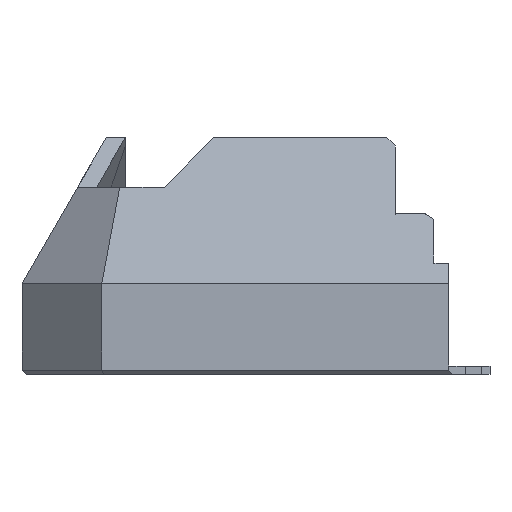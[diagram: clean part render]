
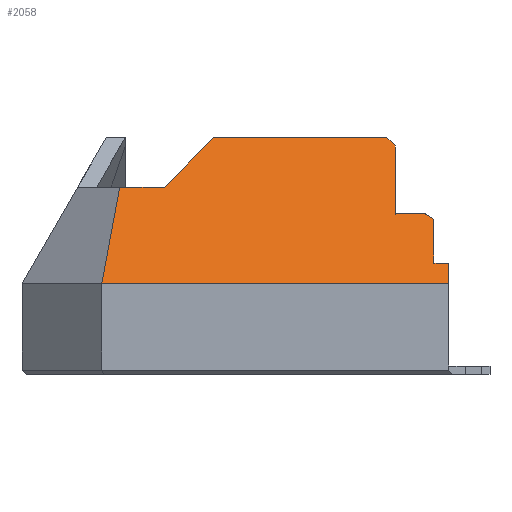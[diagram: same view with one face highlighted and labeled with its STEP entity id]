
A CAD part, left-side view. The second image highlights one B-rep face of the part: STEP entity #2058.
In plain terms, the highlighted planar face has unit normal (-0.707, 0, 0.707).
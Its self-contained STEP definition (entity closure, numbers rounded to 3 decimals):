
#50=PLANE('',#2212);
#157=FACE_OUTER_BOUND('',#272,.T.);
#272=EDGE_LOOP('',(#1694,#1695,#1696,#1697,#1698,#1699,#1700,#1701,#1702,
#1703,#1704,#1705));
#492=LINE('',#3178,#767);
#496=LINE('',#3185,#771);
#508=LINE('',#3210,#783);
#510=LINE('',#3214,#785);
#511=LINE('',#3216,#786);
#512=LINE('',#3218,#787);
#513=LINE('',#3220,#788);
#514=LINE('',#3222,#789);
#515=LINE('',#3224,#790);
#516=LINE('',#3226,#791);
#517=LINE('',#3228,#792);
#518=LINE('',#3229,#793);
#767=VECTOR('',#2554,10.);
#771=VECTOR('',#2560,10.);
#783=VECTOR('',#2576,10.);
#785=VECTOR('',#2580,10.);
#786=VECTOR('',#2581,10.);
#787=VECTOR('',#2582,10.);
#788=VECTOR('',#2583,10.);
#789=VECTOR('',#2584,10.);
#790=VECTOR('',#2585,10.);
#791=VECTOR('',#2586,10.);
#792=VECTOR('',#2587,10.);
#793=VECTOR('',#2588,10.);
#1058=VERTEX_POINT('',#3175);
#1059=VERTEX_POINT('',#3177);
#1061=VERTEX_POINT('',#3183);
#1072=VERTEX_POINT('',#3209);
#1073=VERTEX_POINT('',#3213);
#1074=VERTEX_POINT('',#3215);
#1075=VERTEX_POINT('',#3217);
#1076=VERTEX_POINT('',#3219);
#1077=VERTEX_POINT('',#3221);
#1078=VERTEX_POINT('',#3223);
#1079=VERTEX_POINT('',#3225);
#1080=VERTEX_POINT('',#3227);
#1286=EDGE_CURVE('',#1058,#1059,#492,.T.);
#1290=EDGE_CURVE('',#1058,#1061,#496,.T.);
#1302=EDGE_CURVE('',#1072,#1061,#508,.T.);
#1304=EDGE_CURVE('',#1072,#1073,#510,.T.);
#1305=EDGE_CURVE('',#1074,#1073,#511,.T.);
#1306=EDGE_CURVE('',#1074,#1075,#512,.T.);
#1307=EDGE_CURVE('',#1076,#1075,#513,.T.);
#1308=EDGE_CURVE('',#1076,#1077,#514,.T.);
#1309=EDGE_CURVE('',#1077,#1078,#515,.T.);
#1310=EDGE_CURVE('',#1079,#1078,#516,.T.);
#1311=EDGE_CURVE('',#1079,#1080,#517,.T.);
#1312=EDGE_CURVE('',#1080,#1059,#518,.T.);
#1694=ORIENTED_EDGE('',*,*,#1286,.F.);
#1695=ORIENTED_EDGE('',*,*,#1290,.T.);
#1696=ORIENTED_EDGE('',*,*,#1302,.F.);
#1697=ORIENTED_EDGE('',*,*,#1304,.T.);
#1698=ORIENTED_EDGE('',*,*,#1305,.F.);
#1699=ORIENTED_EDGE('',*,*,#1306,.T.);
#1700=ORIENTED_EDGE('',*,*,#1307,.F.);
#1701=ORIENTED_EDGE('',*,*,#1308,.T.);
#1702=ORIENTED_EDGE('',*,*,#1309,.T.);
#1703=ORIENTED_EDGE('',*,*,#1310,.F.);
#1704=ORIENTED_EDGE('',*,*,#1311,.T.);
#1705=ORIENTED_EDGE('',*,*,#1312,.T.);
#2058=ADVANCED_FACE('',(#157),#50,.T.);
#2212=AXIS2_PLACEMENT_3D('',#3212,#2578,#2579);
#2554=DIRECTION('',(-0.577,-0.577,-0.577));
#2560=DIRECTION('',(0.,1.,0.));
#2576=DIRECTION('',(0.577,-0.577,0.577));
#2578=DIRECTION('center_axis',(-0.707,0.,0.707));
#2579=DIRECTION('ref_axis',(0.707,0.,0.707));
#2580=DIRECTION('',(0.,1.,0.));
#2581=DIRECTION('',(0.701,-0.131,0.701));
#2582=DIRECTION('',(0.,-1.,0.));
#2583=DIRECTION('',(-0.707,0.,-0.707));
#2584=DIRECTION('',(0.,1.,0.));
#2585=DIRECTION('',(0.707,0.,0.707));
#2586=DIRECTION('',(-0.5,-0.707,-0.5));
#2587=DIRECTION('',(0.,1.,0.));
#2588=DIRECTION('',(0.707,0.,0.707));
#3175=CARTESIAN_POINT('',(15.678,12.5,28.678));
#3177=CARTESIAN_POINT('',(14.678,11.5,27.678));
#3178=CARTESIAN_POINT('',(7.602,4.425,20.602));
#3183=CARTESIAN_POINT('',(15.678,33.5,28.678));
#3185=CARTESIAN_POINT('',(15.678,5.,28.678));
#3209=CARTESIAN_POINT('',(9.678,39.5,22.678));
#3210=CARTESIAN_POINT('',(14.255,34.923,27.255));
#3212=CARTESIAN_POINT('Origin',(-2.,5.,11.));
#3213=CARTESIAN_POINT('',(9.678,44.899,22.678));
#3214=CARTESIAN_POINT('',(9.678,27.066,22.678));
#3215=CARTESIAN_POINT('',(-2.,47.078,11.));
#3216=CARTESIAN_POINT('',(3.056,46.135,16.056));
#3217=CARTESIAN_POINT('',(-2.,5.,11.));
#3218=CARTESIAN_POINT('',(-2.,-2.,11.));
#3219=CARTESIAN_POINT('',(0.475,5.,13.475));
#3220=CARTESIAN_POINT('',(15.678,5.,28.678));
#3221=CARTESIAN_POINT('',(0.475,6.8,13.475));
#3222=CARTESIAN_POINT('',(0.475,2.78,13.475));
#3223=CARTESIAN_POINT('',(5.778,6.8,18.778));
#3224=CARTESIAN_POINT('',(-0.763,6.8,12.237));
#3225=CARTESIAN_POINT('',(6.485,7.8,19.485));
#3226=CARTESIAN_POINT('',(3.692,3.85,16.692));
#3227=CARTESIAN_POINT('',(6.485,11.5,19.485));
#3228=CARTESIAN_POINT('',(6.485,3.035,19.485));
#3229=CARTESIAN_POINT('',(2.243,11.5,15.243));
